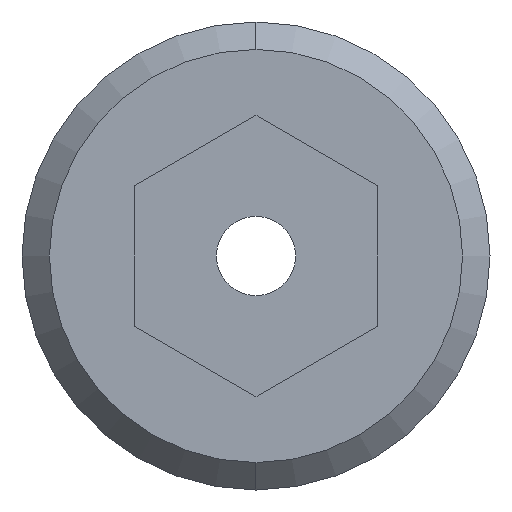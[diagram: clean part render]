
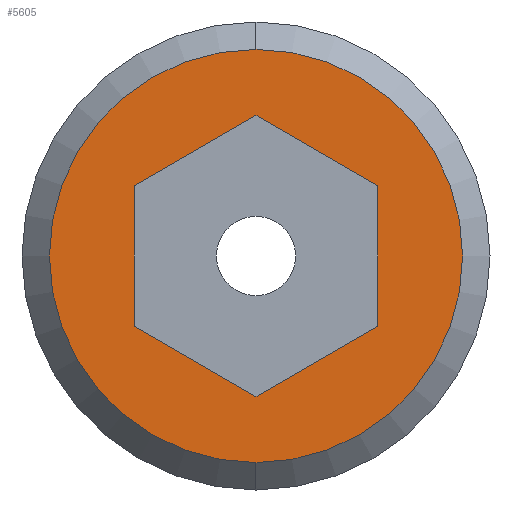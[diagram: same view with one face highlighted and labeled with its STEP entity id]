
A CAD part, left-side view. The second image highlights one B-rep face of the part: STEP entity #5605.
In plain terms, the highlighted planar face has unit normal (-1, 0, 0).
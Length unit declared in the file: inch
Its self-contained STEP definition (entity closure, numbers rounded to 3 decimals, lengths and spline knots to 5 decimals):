
#2597=CARTESIAN_POINT('',(-0.188,0.,0.));
#2598=DIRECTION('',(-1.,0.,0.));
#2599=DIRECTION('',(0.,1.,0.));
#2600=AXIS2_PLACEMENT_3D('',#2597,#2598,#2599);
#2615=DIRECTION('',(0.,0.5,0.866));
#2616=VECTOR('',#2615,0.09238);
#2617=CARTESIAN_POINT('',(-0.188,0.04619,-0.08));
#2618=LINE('',#2617,#2616);
#2619=DIRECTION('',(0.,1.,0.));
#2620=VECTOR('',#2619,0.09238);
#2621=CARTESIAN_POINT('',(-0.188,-0.04619,-0.08));
#2622=LINE('',#2621,#2620);
#2623=DIRECTION('',(0.,0.5,-0.866));
#2624=VECTOR('',#2623,0.09238);
#2625=CARTESIAN_POINT('',(-0.188,-0.09238,0.));
#2626=LINE('',#2625,#2624);
#2627=DIRECTION('',(0.,-0.5,-0.866));
#2628=VECTOR('',#2627,0.09238);
#2629=CARTESIAN_POINT('',(-0.188,-0.04619,0.08));
#2630=LINE('',#2629,#2628);
#2631=DIRECTION('',(0.,-1.,0.));
#2632=VECTOR('',#2631,0.09238);
#2633=CARTESIAN_POINT('',(-0.188,0.04619,0.08));
#2634=LINE('',#2633,#2632);
#2635=DIRECTION('',(0.,-0.5,0.866));
#2636=VECTOR('',#2635,0.09238);
#2637=CARTESIAN_POINT('',(-0.188,0.09238,0.));
#2638=LINE('',#2637,#2636);
#2639=CARTESIAN_POINT('',(-0.188,0.,0.));
#2640=DIRECTION('',(1.,0.,0.));
#2641=DIRECTION('',(0.,1.,0.));
#2642=AXIS2_PLACEMENT_3D('',#2639,#2640,#2641);
#2811=CARTESIAN_POINT('',(-0.188,0.13575,0.));
#2812=CARTESIAN_POINT('',(-0.188,-0.13575,0.));
#2813=VERTEX_POINT('',#2811);
#2814=VERTEX_POINT('',#2812);
#2831=CARTESIAN_POINT('',(-0.188,0.04619,-0.08));
#2832=CARTESIAN_POINT('',(-0.188,0.09238,0.));
#2833=VERTEX_POINT('',#2831);
#2834=VERTEX_POINT('',#2832);
#2835=CARTESIAN_POINT('',(-0.188,-0.04619,-0.08));
#2836=VERTEX_POINT('',#2835);
#2837=CARTESIAN_POINT('',(-0.188,-0.09238,0.));
#2838=VERTEX_POINT('',#2837);
#2839=CARTESIAN_POINT('',(-0.188,-0.04619,0.08));
#2840=VERTEX_POINT('',#2839);
#2841=CARTESIAN_POINT('',(-0.188,0.04619,0.08));
#2842=VERTEX_POINT('',#2841);
#5581=CARTESIAN_POINT('',(-0.188,0.,0.));
#5582=DIRECTION('',(1.,0.,0.));
#5583=DIRECTION('',(0.,-1.,0.));
#5584=AXIS2_PLACEMENT_3D('',#5581,#5582,#5583);
#5585=PLANE('',#5584);
#5586=ORIENTED_EDGE('',*,*,#5571,.F.);
#5588=ORIENTED_EDGE('',*,*,#5587,.T.);
#5589=EDGE_LOOP('',(#5586,#5588));
#5590=FACE_OUTER_BOUND('',#5589,.F.);
#5592=ORIENTED_EDGE('',*,*,#5591,.F.);
#5594=ORIENTED_EDGE('',*,*,#5593,.F.);
#5596=ORIENTED_EDGE('',*,*,#5595,.F.);
#5598=ORIENTED_EDGE('',*,*,#5597,.F.);
#5600=ORIENTED_EDGE('',*,*,#5599,.F.);
#5602=ORIENTED_EDGE('',*,*,#5601,.F.);
#5603=EDGE_LOOP('',(#5592,#5594,#5596,#5598,#5600,#5602));
#5604=FACE_BOUND('',#5603,.F.);
#2601=CIRCLE('',#2600,0.13575);
#2643=CIRCLE('',#2642,0.13575);
#5571=EDGE_CURVE('',#2813,#2814,#2601,.T.);
#5587=EDGE_CURVE('',#2813,#2814,#2643,.T.);
#5591=EDGE_CURVE('',#2833,#2834,#2618,.T.);
#5593=EDGE_CURVE('',#2836,#2833,#2622,.T.);
#5595=EDGE_CURVE('',#2838,#2836,#2626,.T.);
#5597=EDGE_CURVE('',#2840,#2838,#2630,.T.);
#5599=EDGE_CURVE('',#2842,#2840,#2634,.T.);
#5601=EDGE_CURVE('',#2834,#2842,#2638,.T.);
#5605=ADVANCED_FACE('',(#5590,#5604),#5585,.F.);
